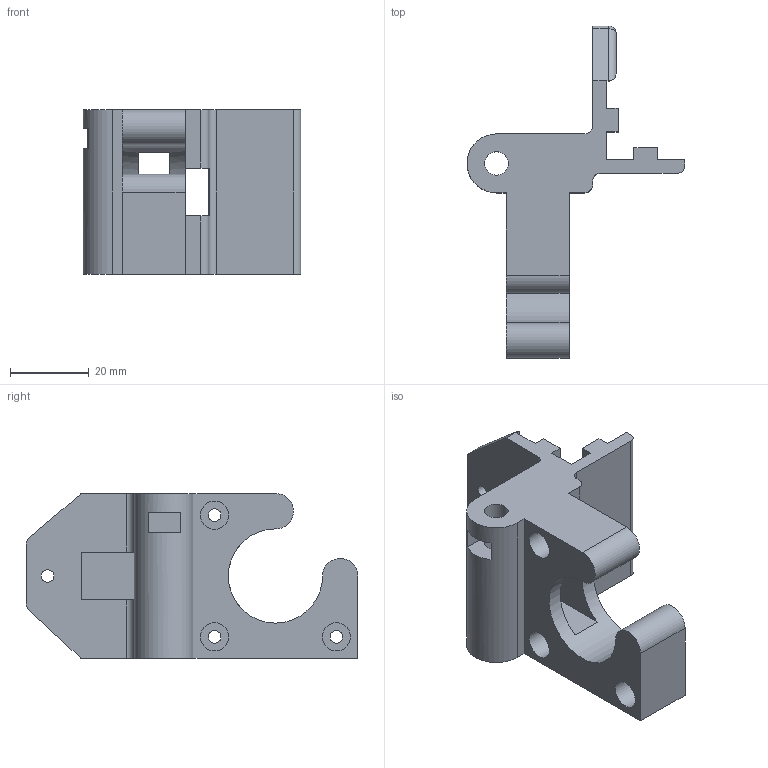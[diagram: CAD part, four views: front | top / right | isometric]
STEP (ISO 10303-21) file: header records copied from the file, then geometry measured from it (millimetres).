
FILE_DESCRIPTION(('FreeCAD Model'),'2;1');
FILE_NAME('x-motor-holder-20x20-M5-x1.step', '2021-05-02T16:53:00',('Author'),(''), 'Open CASCADE STEP processor 7.3','FreeCAD','Unknown');
FILE_SCHEMA(('AUTOMOTIVE_DESIGN { 1 0 10303 214 1 1 1 1 }'));
Length unit declared in the file: millimetre
Products named in the file (1): M5-stepper-holder_(Mirror_#4)
Bounding box: 55.5 x 84.5 x 42 mm (x, y, z)
Volume: 38179.7 mm3; surface area: 17292.6 mm2
Topology: 1 solids, 3 shells, 100 faces, 262 edges, 170 vertices
Faces by surface type: plane 71, cylinder 27, sphere 2
Full cylindrical faces by diameter (mm): 2.6 x2, 3.2 x4, 6 x2, 7.2 x3
Entity records: 6585 total; most frequent: CARTESIAN_POINT 1251, DIRECTION 1010, LINE 664, VECTOR 664, ORIENTED_EDGE 520, PCURVE 520, DEFINITIONAL_REPRESENTATION 520, EDGE_CURVE 260
